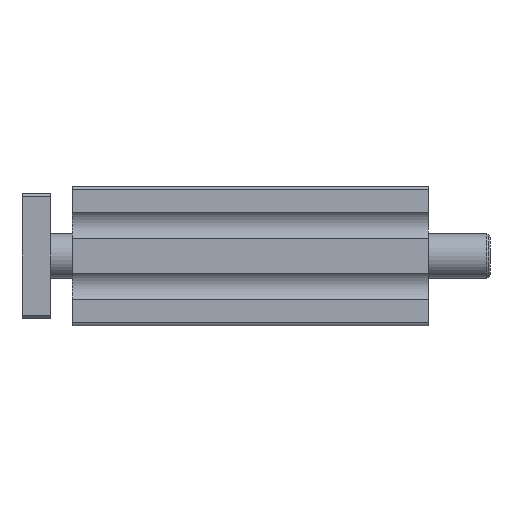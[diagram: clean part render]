
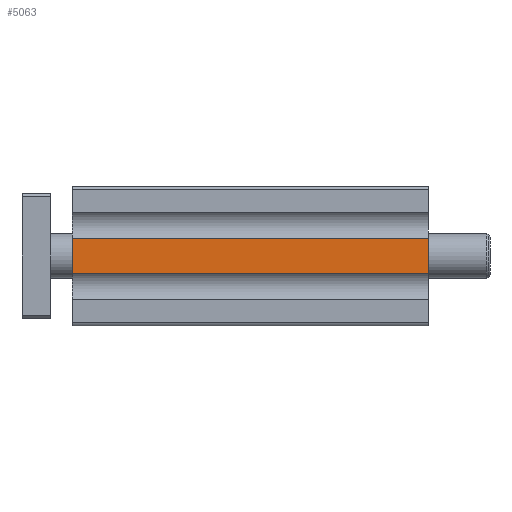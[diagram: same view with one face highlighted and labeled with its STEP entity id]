
A CAD part, front view. The second image highlights one B-rep face of the part: STEP entity #5063.
In plain terms, the highlighted planar face has unit normal (0, -1, 0).
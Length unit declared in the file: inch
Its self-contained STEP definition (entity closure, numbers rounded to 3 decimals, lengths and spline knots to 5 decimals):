
#783 = LINE ( 'NONE', #5219, #1332 ) ;
#1332 = VECTOR ( 'NONE', #8577, 39.37008 ) ;
#1426 = VERTEX_POINT ( 'NONE', #11277 ) ;
#1441 = VERTEX_POINT ( 'NONE', #3462 ) ;
#1763 = DIRECTION ( 'NONE',  ( -1., 0., 0. ) ) ;
#2276 = CARTESIAN_POINT ( 'NONE',  ( 7.83465, -3.18898, 0.38815 ) ) ;
#2368 = ORIENTED_EDGE ( 'NONE', *, *, #8742, .F. ) ;
#3148 = CARTESIAN_POINT ( 'NONE',  ( 7.83465, -3.18898, -0.38815 ) ) ;
#3462 = CARTESIAN_POINT ( 'NONE',  ( 7.83465, -3.18898, -0.38815 ) ) ;
#3534 = VECTOR ( 'NONE', #7666, 39.37008 ) ;
#3776 = VECTOR ( 'NONE', #6719, 39.37008 ) ;
#3821 = EDGE_LOOP ( 'NONE', ( #7475, #13272, #2368, #9889 ) ) ;
#3857 = EDGE_CURVE ( 'NONE', #1426, #8733, #783, .T. ) ;
#4312 = LINE ( 'NONE', #3148, #3534 ) ;
#4776 = PLANE ( 'NONE',  #10167 ) ;
#5063 = ADVANCED_FACE ( 'NONE', ( #7028 ), #4776, .F. ) ;
#5219 = CARTESIAN_POINT ( 'NONE',  ( 0., -3.18898, 0.38815 ) ) ;
#5620 = CARTESIAN_POINT ( 'NONE',  ( 0., -3.18898, -0.38815 ) ) ;
#5641 = DIRECTION ( 'NONE',  ( 1., 0., 0. ) ) ;
#5927 = VERTEX_POINT ( 'NONE', #7872 ) ;
#6719 = DIRECTION ( 'NONE',  ( 0., 0., -1. ) ) ;
#7028 = FACE_OUTER_BOUND ( 'NONE', #3821, .T. ) ;
#7150 = LINE ( 'NONE', #11389, #9634 ) ;
#7475 = ORIENTED_EDGE ( 'NONE', *, *, #3857, .T. ) ;
#7666 = DIRECTION ( 'NONE',  ( -1., 0., 0. ) ) ;
#7872 = CARTESIAN_POINT ( 'NONE',  ( 7.83465, -3.18898, 0.38815 ) ) ;
#7910 = DIRECTION ( 'NONE',  ( 0., 1., 0. ) ) ;
#8513 = EDGE_CURVE ( 'NONE', #1441, #8733, #4312, .T. ) ;
#8577 = DIRECTION ( 'NONE',  ( 0., 0., -1. ) ) ;
#8733 = VERTEX_POINT ( 'NONE', #5620 ) ;
#8742 = EDGE_CURVE ( 'NONE', #5927, #1441, #12284, .T. ) ;
#9634 = VECTOR ( 'NONE', #1763, 39.37008 ) ;
#9889 = ORIENTED_EDGE ( 'NONE', *, *, #12542, .T. ) ;
#10167 = AXIS2_PLACEMENT_3D ( 'NONE', #10314, #7910, #5641 ) ;
#10314 = CARTESIAN_POINT ( 'NONE',  ( 7.83465, -3.18898, 0.38815 ) ) ;
#11277 = CARTESIAN_POINT ( 'NONE',  ( 0., -3.18898, 0.38815 ) ) ;
#11389 = CARTESIAN_POINT ( 'NONE',  ( 7.83465, -3.18898, 0.38815 ) ) ;
#12284 = LINE ( 'NONE', #2276, #3776 ) ;
#12542 = EDGE_CURVE ( 'NONE', #5927, #1426, #7150, .T. ) ;
#13272 = ORIENTED_EDGE ( 'NONE', *, *, #8513, .F. ) ;
